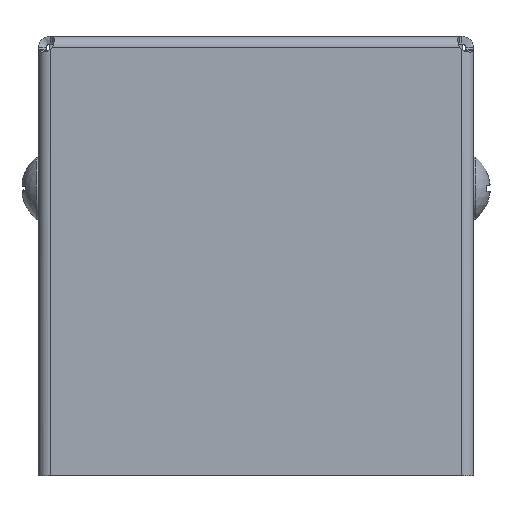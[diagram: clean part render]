
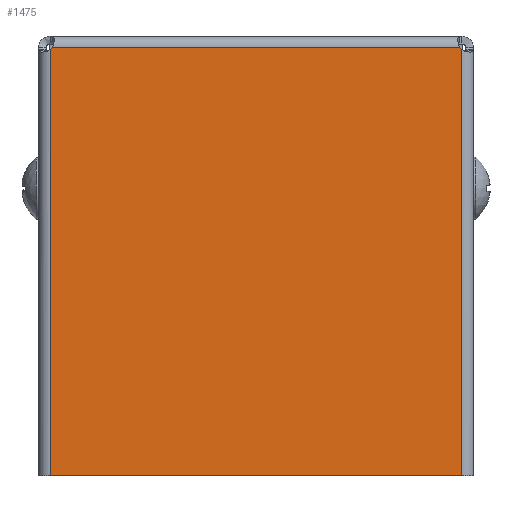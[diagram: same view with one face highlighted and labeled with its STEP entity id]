
A CAD part, left-side view. The second image highlights one B-rep face of the part: STEP entity #1475.
In plain terms, the highlighted planar face has unit normal (-1, 0, 0).
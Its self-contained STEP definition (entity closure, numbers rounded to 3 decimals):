
#1109=CARTESIAN_POINT('',(-63.322,-26.575,-1.524));
#1110=VERTEX_POINT('',#1109);
#1247=CARTESIAN_POINT('',(-63.322,-26.873,-1.822));
#1248=VERTEX_POINT('',#1247);
#1399=CARTESIAN_POINT('',(-63.322,26.575,-1.524));
#1400=VERTEX_POINT('',#1399);
#1418=CARTESIAN_POINT('',(-63.322,-26.575,-1.524));
#1419=DIRECTION('',(0.0,1.0,0.0));
#1420=VECTOR('',#1419,53.15);
#1421=LINE('',#1418,#1420);
#1422=EDGE_CURVE('',#1110,#1400,#1421,.T.);
#1429=CARTESIAN_POINT('',(-63.322,-28.397,-0.787));
#1430=DIRECTION('',(-1.0,0.0,0.0));
#1431=DIRECTION('',(0.0,0.0,1.0));
#1432=AXIS2_PLACEMENT_3D('',#1429,#1430,#1431);
#1433=PLANE('',#1432);
#1434=CARTESIAN_POINT('',(-63.322,26.873,-1.822));
#1435=VERTEX_POINT('',#1434);
#1436=CARTESIAN_POINT('',(-63.322,27.61,-0.787));
#1437=DIRECTION('',(-1.0,0.0,0.0));
#1438=DIRECTION('',(0.0,0.0,-1.0));
#1439=AXIS2_PLACEMENT_3D('',#1436,#1437,#1438);
#1440=CIRCLE('',#1439,1.27);
#1441=EDGE_CURVE('',#1435,#1400,#1440,.T.);
#1442=ORIENTED_EDGE('',*,*,#1441,.F.);
#1443=CARTESIAN_POINT('',(-63.322,26.873,-57.353));
#1444=VERTEX_POINT('',#1443);
#1445=CARTESIAN_POINT('',(-63.322,26.873,-1.822));
#1446=DIRECTION('',(0.0,0.0,-1.0));
#1447=VECTOR('',#1446,55.531);
#1448=LINE('',#1445,#1447);
#1449=EDGE_CURVE('',#1435,#1444,#1448,.T.);
#1450=ORIENTED_EDGE('',*,*,#1449,.T.);
#1451=CARTESIAN_POINT('',(-63.322,-26.873,-57.353));
#1452=VERTEX_POINT('',#1451);
#1453=CARTESIAN_POINT('',(-63.322,26.873,-57.353));
#1454=DIRECTION('',(0.0,-1.0,0.0));
#1455=VECTOR('',#1454,53.746);
#1456=LINE('',#1453,#1455);
#1457=EDGE_CURVE('',#1444,#1452,#1456,.T.);
#1458=ORIENTED_EDGE('',*,*,#1457,.T.);
#1459=CARTESIAN_POINT('',(-63.322,-26.873,-57.353));
#1460=DIRECTION('',(0.0,0.0,1.0));
#1461=VECTOR('',#1460,55.531);
#1462=LINE('',#1459,#1461);
#1463=EDGE_CURVE('',#1452,#1248,#1462,.T.);
#1464=ORIENTED_EDGE('',*,*,#1463,.T.);
#1465=CARTESIAN_POINT('',(-63.322,-27.61,-0.787));
#1466=DIRECTION('',(-1.0,0.0,0.0));
#1467=DIRECTION('',(0.0,0.0,1.0));
#1468=AXIS2_PLACEMENT_3D('',#1465,#1466,#1467);
#1469=CIRCLE('',#1468,1.27);
#1470=EDGE_CURVE('',#1110,#1248,#1469,.T.);
#1471=ORIENTED_EDGE('',*,*,#1470,.F.);
#1472=ORIENTED_EDGE('',*,*,#1422,.T.);
#1473=EDGE_LOOP('',(#1442,#1450,#1458,#1464,#1471,#1472));
#1474=FACE_OUTER_BOUND('',#1473,.T.);
#1475=ADVANCED_FACE('',(#1474),#1433,.T.);
